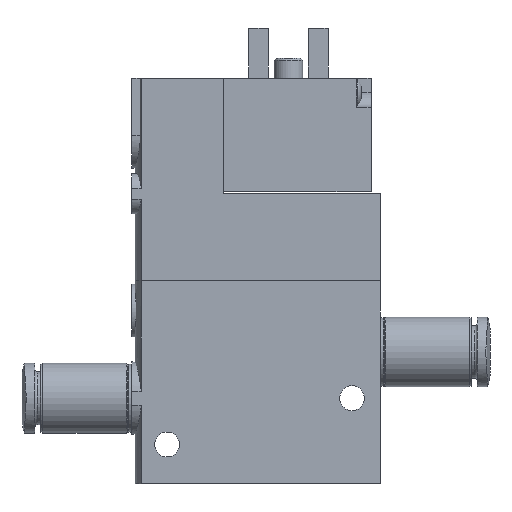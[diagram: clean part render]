
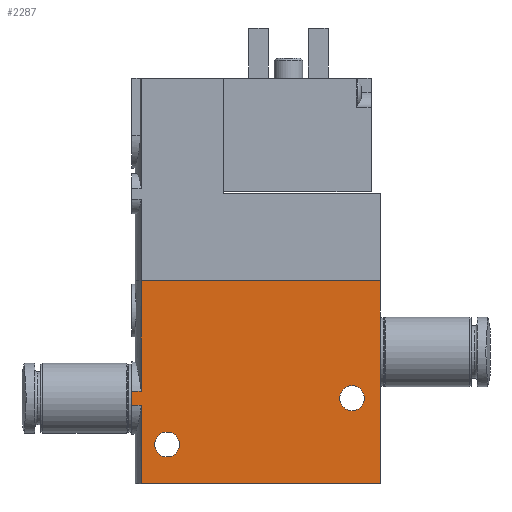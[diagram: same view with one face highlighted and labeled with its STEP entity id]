
A CAD part, left-side view. The second image highlights one B-rep face of the part: STEP entity #2287.
In plain terms, the highlighted face is planar.
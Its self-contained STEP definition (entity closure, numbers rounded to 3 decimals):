
#75=PLANE('',#2717);
#195=CIRCLE('',#2709,1.75);
#200=CIRCLE('',#2718,1.75);
#349=ORIENTED_EDGE('',*,*,#947,.T.);
#350=ORIENTED_EDGE('',*,*,#970,.T.);
#351=ORIENTED_EDGE('',*,*,#961,.F.);
#352=ORIENTED_EDGE('',*,*,#937,.T.);
#353=ORIENTED_EDGE('',*,*,#949,.T.);
#354=ORIENTED_EDGE('',*,*,#939,.T.);
#355=ORIENTED_EDGE('',*,*,#966,.F.);
#356=ORIENTED_EDGE('',*,*,#971,.F.);
#357=ORIENTED_EDGE('',*,*,#972,.F.);
#358=ORIENTED_EDGE('',*,*,#958,.F.);
#937=EDGE_CURVE('',#1257,#1256,#1480,.F.);
#939=EDGE_CURVE('',#1258,#1259,#1481,.T.);
#947=EDGE_CURVE('',#1267,#1266,#1485,.T.);
#949=EDGE_CURVE('',#1256,#1258,#1487,.T.);
#958=EDGE_CURVE('',#1274,#1274,#195,.F.);
#961=EDGE_CURVE('',#1257,#1276,#1493,.T.);
#966=EDGE_CURVE('',#1279,#1259,#1496,.T.);
#970=EDGE_CURVE('',#1266,#1276,#1499,.T.);
#971=EDGE_CURVE('',#1267,#1279,#1500,.T.);
#972=EDGE_CURVE('',#1281,#1281,#200,.F.);
#1256=VERTEX_POINT('',#3660);
#1257=VERTEX_POINT('',#3662);
#1258=VERTEX_POINT('',#3672);
#1259=VERTEX_POINT('',#3673);
#1266=VERTEX_POINT('',#3694);
#1267=VERTEX_POINT('',#3696);
#1274=VERTEX_POINT('',#3728);
#1276=VERTEX_POINT('',#3734);
#1279=VERTEX_POINT('',#3742);
#1281=VERTEX_POINT('',#3753);
#1480=LINE('',#3661,#1639);
#1481=LINE('',#3671,#1640);
#1485=LINE('',#3695,#1644);
#1487=LINE('',#3699,#1646);
#1493=LINE('',#3733,#1652);
#1496=LINE('',#3743,#1655);
#1499=LINE('',#3750,#1658);
#1500=LINE('',#3751,#1659);
#1639=VECTOR('',#2968,1000.);
#1640=VECTOR('',#2971,1000.);
#1644=VECTOR('',#2983,1000.);
#1646=VECTOR('',#2987,1000.);
#1652=VECTOR('',#3011,1000.);
#1655=VECTOR('',#3020,1000.);
#1658=VECTOR('',#3029,1000.);
#1659=VECTOR('',#3030,1000.);
#1814=EDGE_LOOP('',(#349,#350,#351,#352,#353,#354,#355,#356));
#1815=EDGE_LOOP('',(#357));
#1816=EDGE_LOOP('',(#358));
#2026=FACE_BOUND('',#1814,.T.);
#2027=FACE_BOUND('',#1815,.T.);
#2028=FACE_BOUND('',#1816,.T.);
#2287=ADVANCED_FACE('',(#2026,#2027,#2028),#75,.F.);
#2709=AXIS2_PLACEMENT_3D('',#3727,#3004,#3005);
#2717=AXIS2_PLACEMENT_3D('',#3749,#3027,#3028);
#2718=AXIS2_PLACEMENT_3D('',#3752,#3031,#3032);
#2968=DIRECTION('',(0.,-1.,0.));
#2971=DIRECTION('',(0.,-1.,0.));
#2983=DIRECTION('',(-1.,0.,0.));
#2987=DIRECTION('',(1.,0.,0.));
#3004=DIRECTION('',(0.,0.,1.));
#3005=DIRECTION('',(1.,0.,0.));
#3011=DIRECTION('',(-1.,0.,0.));
#3020=DIRECTION('',(-1.,0.,0.));
#3027=DIRECTION('',(0.,0.,1.));
#3028=DIRECTION('',(1.,0.,0.));
#3029=DIRECTION('',(0.,1.,0.));
#3030=DIRECTION('',(0.,1.,0.));
#3031=DIRECTION('',(0.,0.,1.));
#3032=DIRECTION('',(1.,0.,0.));
#3660=CARTESIAN_POINT('',(15.495,35.,-5.));
#3661=CARTESIAN_POINT('',(15.495,0.,-5.));
#3662=CARTESIAN_POINT('',(15.495,33.642,-5.));
#3671=CARTESIAN_POINT('',(17.505,0.,-5.));
#3672=CARTESIAN_POINT('',(17.505,35.,-5.));
#3673=CARTESIAN_POINT('',(17.505,33.642,-5.));
#3694=CARTESIAN_POINT('',(0.,0.,-5.));
#3695=CARTESIAN_POINT('',(28.5,0.,-5.));
#3696=CARTESIAN_POINT('',(28.5,0.,-5.));
#3699=CARTESIAN_POINT('',(16.5,35.,-5.));
#3727=CARTESIAN_POINT('',(16.5,4.,-5.));
#3728=CARTESIAN_POINT('',(18.25,4.,-5.));
#3733=CARTESIAN_POINT('',(28.5,33.642,-5.));
#3734=CARTESIAN_POINT('',(0.,33.642,-5.));
#3742=CARTESIAN_POINT('',(28.5,33.642,-5.));
#3743=CARTESIAN_POINT('',(28.5,33.642,-5.));
#3749=CARTESIAN_POINT('',(28.5,0.,-5.));
#3750=CARTESIAN_POINT('',(0.,0.,-5.));
#3751=CARTESIAN_POINT('',(28.5,0.,-5.));
#3752=CARTESIAN_POINT('',(23.,30.,-5.));
#3753=CARTESIAN_POINT('',(24.75,30.,-5.));
